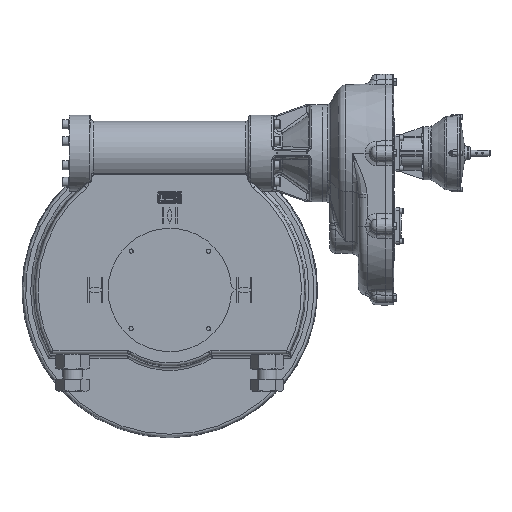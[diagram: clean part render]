
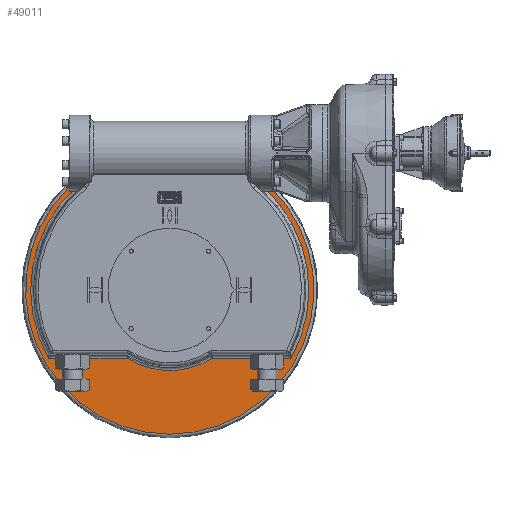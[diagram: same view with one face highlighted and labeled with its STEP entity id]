
A CAD part, top view. The second image highlights one B-rep face of the part: STEP entity #49011.
In plain terms, the highlighted planar face has unit normal (0, 0, 1).
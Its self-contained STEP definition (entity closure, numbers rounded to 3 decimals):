
#1596=CIRCLE('',#51847,474.073);
#1598=CIRCLE('',#51852,457.546);
#1599=CIRCLE('',#51853,264.546);
#1600=CIRCLE('',#51854,457.546);
#5240=LINE('',#120494,#7915);
#5351=LINE('',#123305,#8026);
#5352=LINE('',#123317,#8027);
#5353=LINE('',#123344,#8028);
#5354=LINE('',#123356,#8029);
#5355=LINE('',#123360,#8030);
#7915=VECTOR('',#59161,1000.);
#8026=VECTOR('',#59476,1000.);
#8027=VECTOR('',#59485,1000.);
#8028=VECTOR('',#59492,1000.);
#8029=VECTOR('',#59501,1000.);
#8030=VECTOR('',#59504,1000.);
#20199=ORIENTED_EDGE('',*,*,#28766,.F.);
#20200=ORIENTED_EDGE('',*,*,#28764,.T.);
#20201=ORIENTED_EDGE('',*,*,#28762,.T.);
#20202=ORIENTED_EDGE('',*,*,#28578,.T.);
#20203=ORIENTED_EDGE('',*,*,#28773,.T.);
#20204=ORIENTED_EDGE('',*,*,#28774,.T.);
#20205=ORIENTED_EDGE('',*,*,#28775,.T.);
#20206=ORIENTED_EDGE('',*,*,#28776,.T.);
#20207=ORIENTED_EDGE('',*,*,#28777,.T.);
#20208=ORIENTED_EDGE('',*,*,#28778,.T.);
#20209=ORIENTED_EDGE('',*,*,#28524,.T.);
#20210=ORIENTED_EDGE('',*,*,#28772,.T.);
#20211=ORIENTED_EDGE('',*,*,#28770,.F.);
#20212=ORIENTED_EDGE('',*,*,#28768,.T.);
#28524=EDGE_CURVE('',#33781,#33784,#5240,.T.);
#28578=EDGE_CURVE('',#33819,#33818,#37539,.T.);
#28762=EDGE_CURVE('',#33940,#33819,#5351,.T.);
#28764=EDGE_CURVE('',#33941,#33940,#37575,.T.);
#28766=EDGE_CURVE('',#33941,#33942,#5352,.F.);
#28768=EDGE_CURVE('',#33943,#33942,#1596,.T.);
#28770=EDGE_CURVE('',#33943,#33944,#5353,.T.);
#28772=EDGE_CURVE('',#33784,#33944,#37578,.T.);
#28773=EDGE_CURVE('',#33818,#33945,#1598,.F.);
#28774=EDGE_CURVE('',#33945,#33946,#5354,.T.);
#28775=EDGE_CURVE('',#33946,#33947,#1599,.F.);
#28776=EDGE_CURVE('',#33947,#33948,#5355,.T.);
#28777=EDGE_CURVE('',#33948,#33949,#1600,.F.);
#28778=EDGE_CURVE('',#33949,#33781,#37579,.T.);
#33781=VERTEX_POINT('',#120479);
#33784=VERTEX_POINT('',#120493);
#33818=VERTEX_POINT('',#121624);
#33819=VERTEX_POINT('',#121649);
#33940=VERTEX_POINT('',#123306);
#33941=VERTEX_POINT('',#123314);
#33942=VERTEX_POINT('',#123318);
#33943=VERTEX_POINT('',#123331);
#33944=VERTEX_POINT('',#123345);
#33945=VERTEX_POINT('',#123355);
#33946=VERTEX_POINT('',#123357);
#33947=VERTEX_POINT('',#123359);
#33948=VERTEX_POINT('',#123361);
#33949=VERTEX_POINT('',#123363);
#37539=B_SPLINE_CURVE_WITH_KNOTS('',3,(#121650,#121651,#121652,#121653),
 .UNSPECIFIED.,.F.,.F.,(4,4),(0.,1.),.UNSPECIFIED.);
#37575=B_SPLINE_CURVE_WITH_KNOTS('',3,(#123309,#123310,#123311,#123312,
#123313),.UNSPECIFIED.,.F.,.F.,(4,1,4),(0.,0.001,0.002),
 .UNSPECIFIED.);
#37578=B_SPLINE_CURVE_WITH_KNOTS('',3,(#123348,#123349,#123350,#123351,
#123352),.UNSPECIFIED.,.F.,.F.,(4,1,4),(0.,0.001,0.002),
 .UNSPECIFIED.);
#37579=B_SPLINE_CURVE_WITH_KNOTS('',3,(#123364,#123365,#123366,#123367),
 .UNSPECIFIED.,.F.,.F.,(4,4),(0.,1.),.UNSPECIFIED.);
#40808=EDGE_LOOP('',(#20199,#20200,#20201,#20202,#20203,#20204,#20205,#20206,
#20207,#20208,#20209,#20210,#20211,#20212));
#44505=FACE_BOUND('',#40808,.T.);
#46152=PLANE('',#51851);
#49011=ADVANCED_FACE('',(#44505),#46152,.T.);
#51847=AXIS2_PLACEMENT_3D('',#123330,#59488,#59489);
#51851=AXIS2_PLACEMENT_3D('',#123353,#59497,#59498);
#51852=AXIS2_PLACEMENT_3D('',#123354,#59499,#59500);
#51853=AXIS2_PLACEMENT_3D('',#123358,#59502,#59503);
#51854=AXIS2_PLACEMENT_3D('',#123362,#59505,#59506);
#59161=DIRECTION('',(0.,1.,0.));
#59476=DIRECTION('',(0.,-1.,0.));
#59485=DIRECTION('',(-1.,0.,0.));
#59488=DIRECTION('',(0.,0.,1.));
#59489=DIRECTION('',(1.,0.,0.));
#59492=DIRECTION('',(1.,0.,0.));
#59497=DIRECTION('',(0.,0.,1.));
#59498=DIRECTION('',(1.,0.,0.));
#59499=DIRECTION('',(0.,0.,1.));
#59500=DIRECTION('',(1.,0.,0.));
#59501=DIRECTION('',(-1.,0.,0.));
#59502=DIRECTION('',(0.,0.,1.));
#59503=DIRECTION('',(1.,0.,0.));
#59504=DIRECTION('',(-1.,0.,0.));
#59505=DIRECTION('',(0.,0.,1.));
#59506=DIRECTION('',(1.,0.,0.));
#120479=CARTESIAN_POINT('',(-310.,337.018,-60.));
#120493=CARTESIAN_POINT('',(-310.,339.203,-60.));
#120494=CARTESIAN_POINT('',(-310.,450.,-60.));
#121624=CARTESIAN_POINT('',(309.463,337.018,-60.));
#121649=CARTESIAN_POINT('',(310.,337.018,-60.));
#121650=CARTESIAN_POINT('',(310.,337.018,-60.));
#121651=CARTESIAN_POINT('',(309.821,337.018,-60.));
#121652=CARTESIAN_POINT('',(309.642,337.018,-60.));
#121653=CARTESIAN_POINT('',(309.463,337.018,-60.));
#123305=CARTESIAN_POINT('',(310.,-486.,-60.));
#123306=CARTESIAN_POINT('',(310.,339.203,-60.));
#123309=CARTESIAN_POINT('',(311.,338.067,-60.));
#123310=CARTESIAN_POINT('',(310.717,338.067,-60.));
#123311=CARTESIAN_POINT('',(310.183,338.357,-60.));
#123312=CARTESIAN_POINT('',(310.,338.921,-60.));
#123313=CARTESIAN_POINT('',(310.,339.203,-60.));
#123314=CARTESIAN_POINT('',(311.,338.067,-60.));
#123317=CARTESIAN_POINT('',(1775.493,338.067,-60.));
#123318=CARTESIAN_POINT('',(332.349,338.067,-60.));
#123330=CARTESIAN_POINT('',(0.,0.,-60.));
#123331=CARTESIAN_POINT('',(-332.349,338.067,-60.));
#123344=CARTESIAN_POINT('',(-1775.493,338.067,-60.));
#123345=CARTESIAN_POINT('',(-311.,338.067,-60.));
#123348=CARTESIAN_POINT('',(-310.,339.203,-60.));
#123349=CARTESIAN_POINT('',(-310.,338.921,-60.));
#123350=CARTESIAN_POINT('',(-310.182,338.359,-60.));
#123351=CARTESIAN_POINT('',(-310.716,338.067,-60.));
#123352=CARTESIAN_POINT('',(-311.,338.067,-60.));
#123353=CARTESIAN_POINT('',(0.,-486.,-60.));
#123354=CARTESIAN_POINT('',(0.,0.,-60.));
#123355=CARTESIAN_POINT('',(398.657,-224.546,-60.));
#123356=CARTESIAN_POINT('',(137.081,-224.546,-60.));
#123357=CARTESIAN_POINT('',(139.87,-224.546,-60.));
#123358=CARTESIAN_POINT('',(0.,0.,-60.));
#123359=CARTESIAN_POINT('',(-139.87,-224.546,-60.));
#123360=CARTESIAN_POINT('',(-392.972,-224.546,-60.));
#123361=CARTESIAN_POINT('',(-398.657,-224.546,-60.));
#123362=CARTESIAN_POINT('',(0.,0.,-60.));
#123363=CARTESIAN_POINT('',(-309.463,337.018,-60.));
#123364=CARTESIAN_POINT('',(-309.463,337.018,-60.));
#123365=CARTESIAN_POINT('',(-309.642,337.018,-60.));
#123366=CARTESIAN_POINT('',(-309.821,337.018,-60.));
#123367=CARTESIAN_POINT('',(-310.,337.018,-60.));
